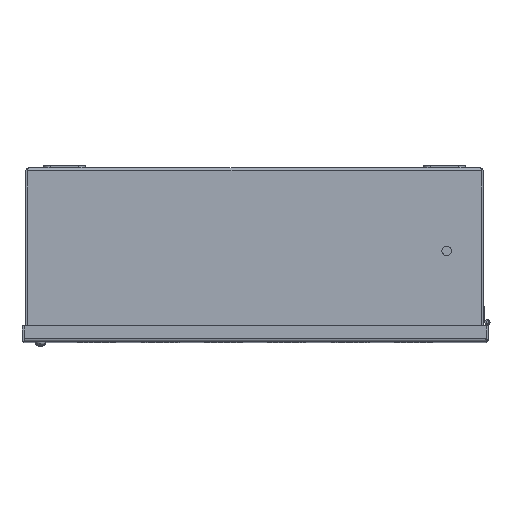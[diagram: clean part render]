
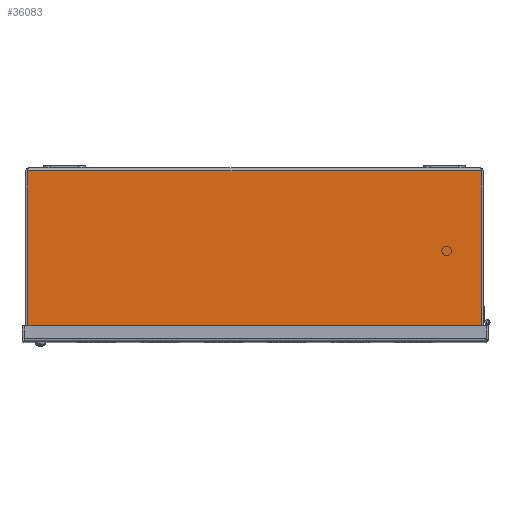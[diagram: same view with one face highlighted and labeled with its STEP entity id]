
A CAD part, top view. The second image highlights one B-rep face of the part: STEP entity #36083.
In plain terms, the highlighted planar face has unit normal (0, 0, 1).
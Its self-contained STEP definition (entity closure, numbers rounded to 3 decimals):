
#906 = DIRECTION ( 'NONE',  ( 1., 0., 0. ) ) ;
#972 = DIRECTION ( 'NONE',  ( 0., -1., 0. ) ) ;
#3349 = VECTOR ( 'NONE', #972, 39.37 ) ;
#4858 = CARTESIAN_POINT ( 'NONE',  ( -56.281, -0.108, 9.75 ) ) ;
#6061 = ORIENTED_EDGE ( 'NONE', *, *, #43993, .T. ) ;
#8458 = LINE ( 'NONE', #4858, #33907 ) ;
#8543 = EDGE_LOOP ( 'NONE', ( #35334, #6061, #20454, #21185 ) ) ;
#12486 = FACE_OUTER_BOUND ( 'NONE', #8543, .T. ) ;
#17184 = CARTESIAN_POINT ( 'NONE',  ( -8.053, -5.892, 9.75 ) ) ;
#18678 = DIRECTION ( 'NONE',  ( 0., -1., 0. ) ) ;
#20454 = ORIENTED_EDGE ( 'NONE', *, *, #32474, .F. ) ;
#20483 = PLANE ( 'NONE',  #20673 ) ;
#20540 = DIRECTION ( 'NONE',  ( 1., 0., 0. ) ) ;
#20673 = AXIS2_PLACEMENT_3D ( 'NONE', #36751, #36225, #906 ) ;
#21185 = ORIENTED_EDGE ( 'NONE', *, *, #33558, .T. ) ;
#21266 = VECTOR ( 'NONE', #20540, 39.37 ) ;
#21503 = LINE ( 'NONE', #34663, #46228 ) ;
#21636 = CARTESIAN_POINT ( 'NONE',  ( 8.053, -5.892, 9.75 ) ) ;
#22583 = CARTESIAN_POINT ( 'NONE',  ( -8.053, -0.108, 9.75 ) ) ;
#27812 = DIRECTION ( 'NONE',  ( -1., 0., 0. ) ) ;
#28282 = CARTESIAN_POINT ( 'NONE',  ( -8.053, 39.37, 9.75 ) ) ;
#28797 = LINE ( 'NONE', #28282, #3349 ) ;
#30225 = CARTESIAN_POINT ( 'NONE',  ( 8.053, -0.108, 9.75 ) ) ;
#30713 = EDGE_CURVE ( 'NONE', #32129, #42757, #28797, .T. ) ;
#32129 = VERTEX_POINT ( 'NONE', #22583 ) ;
#32474 = EDGE_CURVE ( 'NONE', #44889, #47051, #21503, .T. ) ;
#33558 = EDGE_CURVE ( 'NONE', #44889, #32129, #8458, .T. ) ;
#33907 = VECTOR ( 'NONE', #27812, 39.37 ) ;
#34663 = CARTESIAN_POINT ( 'NONE',  ( 8.053, 39.37, 9.75 ) ) ;
#35334 = ORIENTED_EDGE ( 'NONE', *, *, #30713, .T. ) ;
#36083 = ADVANCED_FACE ( 'NONE', ( #12486 ), #20483, .T. ) ;
#36225 = DIRECTION ( 'NONE',  ( 0., 0., 1. ) ) ;
#36546 = LINE ( 'NONE', #40403, #21266 ) ;
#36751 = CARTESIAN_POINT ( 'NONE',  ( -56.281, 0., 9.75 ) ) ;
#40403 = CARTESIAN_POINT ( 'NONE',  ( -56.281, -5.892, 9.75 ) ) ;
#42757 = VERTEX_POINT ( 'NONE', #17184 ) ;
#43993 = EDGE_CURVE ( 'NONE', #42757, #47051, #36546, .T. ) ;
#44889 = VERTEX_POINT ( 'NONE', #30225 ) ;
#46228 = VECTOR ( 'NONE', #18678, 39.37 ) ;
#47051 = VERTEX_POINT ( 'NONE', #21636 ) ;
